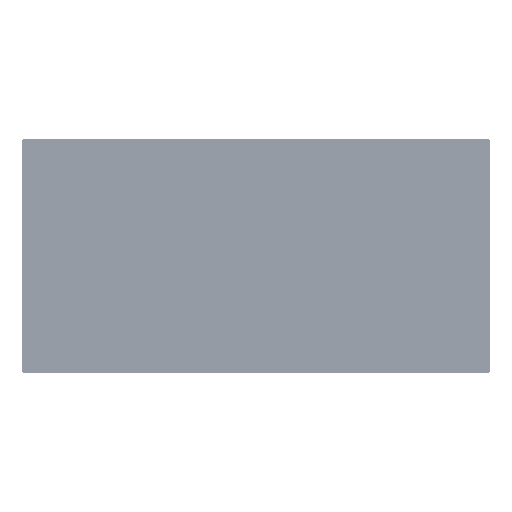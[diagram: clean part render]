
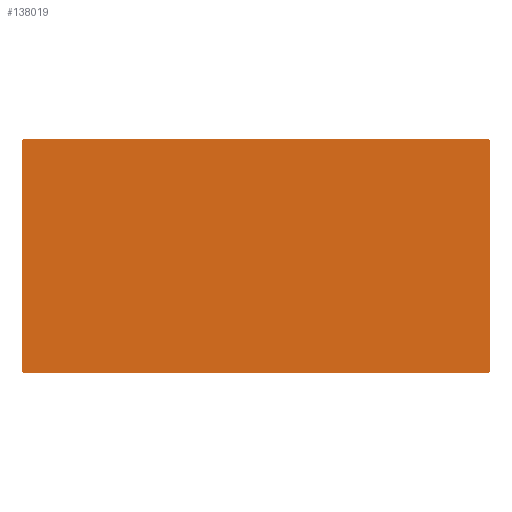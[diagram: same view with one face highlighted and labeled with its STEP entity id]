
A CAD part, top view. The second image highlights one B-rep face of the part: STEP entity #138019.
In plain terms, the highlighted planar face has unit normal (0, 0, 1).
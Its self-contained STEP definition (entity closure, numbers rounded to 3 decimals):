
#2251 = ORIENTED_EDGE ( 'NONE', *, *, #168064, .T. ) ;
#12752 = DIRECTION ( 'NONE',  ( 0., 0., 1. ) ) ;
#14644 = CIRCLE ( 'NONE', #36329, 11. ) ;
#19273 = EDGE_CURVE ( 'NONE', #32212, #137942, #157698, .T. ) ;
#24341 = ORIENTED_EDGE ( 'NONE', *, *, #113258, .T. ) ;
#27213 = CARTESIAN_POINT ( 'NONE',  ( 192.633, -591.031, -300.001 ) ) ;
#30363 = VECTOR ( 'NONE', #185673, 1000. ) ;
#30697 = LINE ( 'NONE', #75403, #99526 ) ;
#31604 = LINE ( 'NONE', #103570, #34242 ) ;
#32212 = VERTEX_POINT ( 'NONE', #127111 ) ;
#34242 = VECTOR ( 'NONE', #150128, 1000. ) ;
#36329 = AXIS2_PLACEMENT_3D ( 'NONE', #136708, #150302, #133847 ) ;
#37890 = DIRECTION ( 'NONE',  ( 0., 0., 1. ) ) ;
#45060 = DIRECTION ( 'NONE',  ( 0., 0., 1. ) ) ;
#46691 = CARTESIAN_POINT ( 'NONE',  ( -1385.367, -591.031, -300.001 ) ) ;
#48520 = CARTESIAN_POINT ( 'NONE',  ( 403.633, 297.969, -300.001 ) ) ;
#48555 = AXIS2_PLACEMENT_3D ( 'NONE', #145882, #12752, #72064 ) ;
#51451 = CARTESIAN_POINT ( 'NONE',  ( 403.633, -580.031, -300.001 ) ) ;
#54790 = CIRCLE ( 'NONE', #48555, 11. ) ;
#55717 = VERTEX_POINT ( 'NONE', #48520 ) ;
#59550 = EDGE_CURVE ( 'NONE', #134377, #111544, #31604, .T. ) ;
#68120 = LINE ( 'NONE', #27213, #30363 ) ;
#68966 = DIRECTION ( 'NONE',  ( 0., -1., 0. ) ) ;
#69299 = CARTESIAN_POINT ( 'NONE',  ( 192.633, 308.969, -300.001 ) ) ;
#72064 = DIRECTION ( 'NONE',  ( 0., 1., 0. ) ) ;
#72492 = ORIENTED_EDGE ( 'NONE', *, *, #171652, .T. ) ;
#72930 = EDGE_LOOP ( 'NONE', ( #172037, #72492, #116090, #2251, #125268, #24341, #149164, #179765 ) ) ;
#75403 = CARTESIAN_POINT ( 'NONE',  ( 403.633, 597.969, -300.001 ) ) ;
#88445 = VECTOR ( 'NONE', #171309, 1000. ) ;
#88466 = CARTESIAN_POINT ( 'NONE',  ( 392.633, -591.031, -300.001 ) ) ;
#98483 = DIRECTION ( 'NONE',  ( 0., 0., 1. ) ) ;
#99208 = CARTESIAN_POINT ( 'NONE',  ( -1396.367, 297.969, -300.001 ) ) ;
#99526 = VECTOR ( 'NONE', #120113, 1000. ) ;
#103570 = CARTESIAN_POINT ( 'NONE',  ( -1396.367, 597.969, -300.001 ) ) ;
#111544 = VERTEX_POINT ( 'NONE', #135714 ) ;
#113258 = EDGE_CURVE ( 'NONE', #161340, #162708, #14644, .T. ) ;
#116090 = ORIENTED_EDGE ( 'NONE', *, *, #59550, .T. ) ;
#120113 = DIRECTION ( 'NONE',  ( 0., 1., 0. ) ) ;
#124402 = CARTESIAN_POINT ( 'NONE',  ( -1385.367, 308.969, -300.001 ) ) ;
#125268 = ORIENTED_EDGE ( 'NONE', *, *, #179900, .T. ) ;
#126331 = PLANE ( 'NONE',  #139741 ) ;
#127111 = CARTESIAN_POINT ( 'NONE',  ( 392.633, 308.969, -300.001 ) ) ;
#131580 = DIRECTION ( 'NONE',  ( 0., 1., 0. ) ) ;
#133847 = DIRECTION ( 'NONE',  ( 0., 1., 0. ) ) ;
#134377 = VERTEX_POINT ( 'NONE', #99208 ) ;
#135714 = CARTESIAN_POINT ( 'NONE',  ( -1396.367, -580.031, -300.001 ) ) ;
#136708 = CARTESIAN_POINT ( 'NONE',  ( 392.633, -580.031, -300.001 ) ) ;
#137942 = VERTEX_POINT ( 'NONE', #124402 ) ;
#138019 = ADVANCED_FACE ( 'NONE', ( #144680 ), #126331, .T. ) ;
#139741 = AXIS2_PLACEMENT_3D ( 'NONE', #173829, #37890, #68966 ) ;
#140271 = DIRECTION ( 'NONE',  ( 0., 1., 0. ) ) ;
#143967 = AXIS2_PLACEMENT_3D ( 'NONE', #176238, #45060, #131580 ) ;
#144680 = FACE_OUTER_BOUND ( 'NONE', #72930, .T. ) ;
#145882 = CARTESIAN_POINT ( 'NONE',  ( -1385.367, -580.031, -300.001 ) ) ;
#149164 = ORIENTED_EDGE ( 'NONE', *, *, #152337, .T. ) ;
#150128 = DIRECTION ( 'NONE',  ( 0., -1., 0. ) ) ;
#150302 = DIRECTION ( 'NONE',  ( 0., 0., 1. ) ) ;
#152337 = EDGE_CURVE ( 'NONE', #162708, #55717, #30697, .T. ) ;
#157698 = LINE ( 'NONE', #69299, #88445 ) ;
#158709 = EDGE_CURVE ( 'NONE', #55717, #32212, #172444, .T. ) ;
#159951 = AXIS2_PLACEMENT_3D ( 'NONE', #169382, #98483, #140271 ) ;
#161340 = VERTEX_POINT ( 'NONE', #88466 ) ;
#162708 = VERTEX_POINT ( 'NONE', #51451 ) ;
#165789 = VERTEX_POINT ( 'NONE', #46691 ) ;
#168064 = EDGE_CURVE ( 'NONE', #111544, #165789, #54790, .T. ) ;
#169382 = CARTESIAN_POINT ( 'NONE',  ( 392.633, 297.969, -300.001 ) ) ;
#171309 = DIRECTION ( 'NONE',  ( -1., 0., 0. ) ) ;
#171652 = EDGE_CURVE ( 'NONE', #137942, #134377, #181143, .T. ) ;
#172037 = ORIENTED_EDGE ( 'NONE', *, *, #19273, .T. ) ;
#172444 = CIRCLE ( 'NONE', #159951, 11. ) ;
#173829 = CARTESIAN_POINT ( 'NONE',  ( 192.633, 597.969, -300.001 ) ) ;
#176238 = CARTESIAN_POINT ( 'NONE',  ( -1385.367, 297.969, -300.001 ) ) ;
#179765 = ORIENTED_EDGE ( 'NONE', *, *, #158709, .T. ) ;
#179900 = EDGE_CURVE ( 'NONE', #165789, #161340, #68120, .T. ) ;
#181143 = CIRCLE ( 'NONE', #143967, 11. ) ;
#185673 = DIRECTION ( 'NONE',  ( 1., 0., 0. ) ) ;
